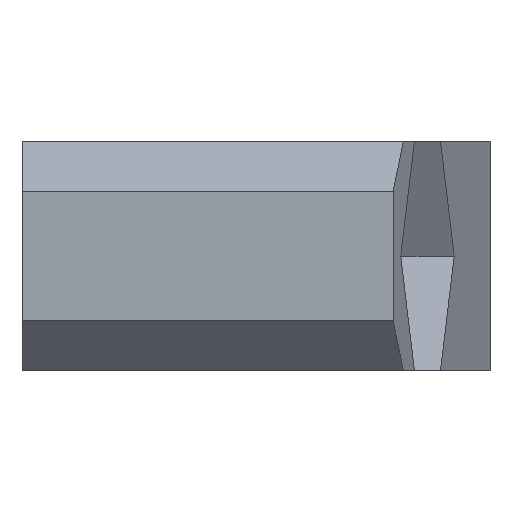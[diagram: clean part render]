
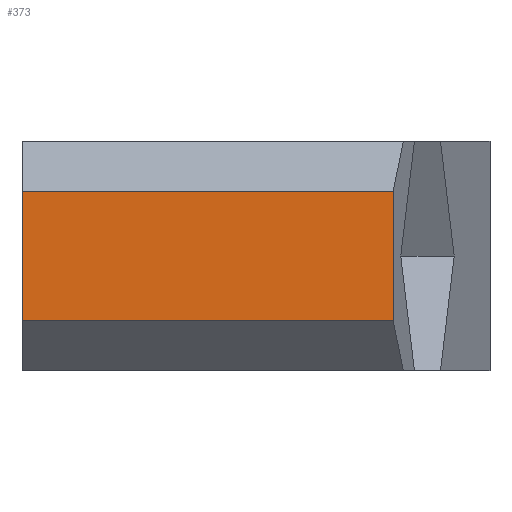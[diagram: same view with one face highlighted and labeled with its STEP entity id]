
A CAD part, front view. The second image highlights one B-rep face of the part: STEP entity #373.
In plain terms, the highlighted planar face has unit normal (0, -1, 0).
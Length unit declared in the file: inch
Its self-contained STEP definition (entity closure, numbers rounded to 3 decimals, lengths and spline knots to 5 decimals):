
#11 = VERTEX_POINT ( 'NONE', #952 ) ;
#46 = FACE_OUTER_BOUND ( 'NONE', #792, .T. ) ;
#82 = VERTEX_POINT ( 'NONE', #843 ) ;
#109 = CARTESIAN_POINT ( 'NONE',  ( 0.0625, -0.9375, -0.26875 ) ) ;
#125 = DIRECTION ( 'NONE',  ( -1., 0., 0. ) ) ;
#160 = ORIENTED_EDGE ( 'NONE', *, *, #281, .F. ) ;
#228 = AXIS2_PLACEMENT_3D ( 'NONE', #1133, #334, #700 ) ;
#272 = EDGE_CURVE ( 'NONE', #409, #421, #694, .T. ) ;
#281 = EDGE_CURVE ( 'NONE', #421, #11, #706, .T. ) ;
#283 = DIRECTION ( 'NONE',  ( 0., 0., 1. ) ) ;
#287 = EDGE_CURVE ( 'NONE', #11, #82, #1040, .T. ) ;
#299 = VECTOR ( 'NONE', #846, 39.37008 ) ;
#333 = ORIENTED_EDGE ( 'NONE', *, *, #272, .F. ) ;
#334 = DIRECTION ( 'NONE',  ( 0., -1., 0. ) ) ;
#373 = ADVANCED_FACE ( 'NONE', ( #46 ), #767, .T. ) ;
#409 = VERTEX_POINT ( 'NONE', #993 ) ;
#421 = VERTEX_POINT ( 'NONE', #109 ) ;
#428 = CARTESIAN_POINT ( 'NONE',  ( 0.6175, -0.9375, -0.075 ) ) ;
#506 = VECTOR ( 'NONE', #967, 39.37008 ) ;
#577 = EDGE_CURVE ( 'NONE', #409, #82, #1001, .T. ) ;
#591 = ORIENTED_EDGE ( 'NONE', *, *, #577, .T. ) ;
#694 = LINE ( 'NONE', #876, #1006 ) ;
#700 = DIRECTION ( 'NONE',  ( 0., 0., 1. ) ) ;
#706 = LINE ( 'NONE', #759, #506 ) ;
#745 = CARTESIAN_POINT ( 'NONE',  ( 0.6175, -0.9375, -0.34375 ) ) ;
#759 = CARTESIAN_POINT ( 'NONE',  ( 0.0625, -0.9375, -0.34375 ) ) ;
#767 = PLANE ( 'NONE',  #228 ) ;
#792 = EDGE_LOOP ( 'NONE', ( #333, #591, #1126, #160 ) ) ;
#843 = CARTESIAN_POINT ( 'NONE',  ( 0.6175, -0.9375, -0.075 ) ) ;
#846 = DIRECTION ( 'NONE',  ( 1., 0., 0. ) ) ;
#876 = CARTESIAN_POINT ( 'NONE',  ( 0., -0.9375, -0.26875 ) ) ;
#952 = CARTESIAN_POINT ( 'NONE',  ( 0.0625, -0.9375, -0.075 ) ) ;
#967 = DIRECTION ( 'NONE',  ( 0., 0., 1. ) ) ;
#993 = CARTESIAN_POINT ( 'NONE',  ( 0.6175, -0.9375, -0.26875 ) ) ;
#1001 = LINE ( 'NONE', #745, #1070 ) ;
#1006 = VECTOR ( 'NONE', #125, 39.37008 ) ;
#1040 = LINE ( 'NONE', #428, #299 ) ;
#1070 = VECTOR ( 'NONE', #283, 39.37008 ) ;
#1126 = ORIENTED_EDGE ( 'NONE', *, *, #287, .F. ) ;
#1133 = CARTESIAN_POINT ( 'NONE',  ( 0., -0.9375, -0.34375 ) ) ;
